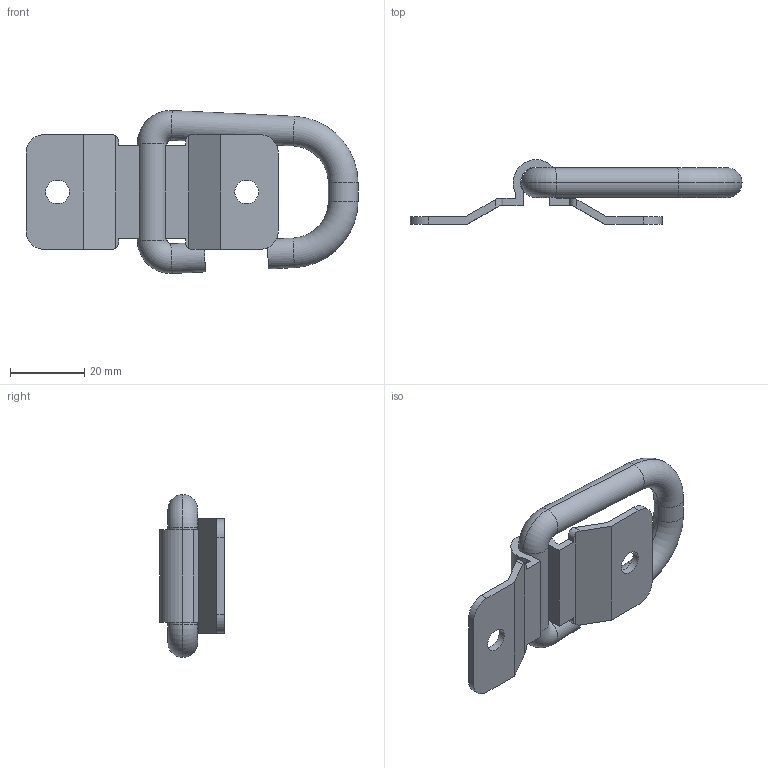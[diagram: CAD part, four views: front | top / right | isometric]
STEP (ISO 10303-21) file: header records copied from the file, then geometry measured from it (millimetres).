
FILE_DESCRIPTION (( 'STEP AP203' ), '1' );
FILE_NAME ('B-1882-2F.STEP', '2012-02-17T01:44:54', ( '' ), ( '' ), 'SwSTEP 2.0', 'SolidWorks 2011', '' );
FILE_SCHEMA (( 'CONFIG_CONTROL_DESIGN' ));
Length unit declared in the file: millimetre
Products named in the file (3): B-1882-2F押さえ金具_; B-1882-2Fフック_; B-1882-2F
Assembly tree (2 placements, depth 2):
  B-1882-2F
    B-1882-2Fフック_
    B-1882-2F押さえ金具_
Bounding box: 89.5 x 17.4 x 43.91 mm (x, y, z)
Volume: 11850.3 mm3; surface area: 9028.4 mm2
Topology: 2 solids, 2 shells, 66 faces, 170 edges, 108 vertices
Faces by surface type: plane 30, cylinder 28, torus 8
Entity records: 2323 total; most frequent: CARTESIAN_POINT 373, DIRECTION 368, ORIENTED_EDGE 340, EDGE_CURVE 170, AXIS2_PLACEMENT_3D 135, VERTEX_POINT 108, LINE 98, VECTOR 98
